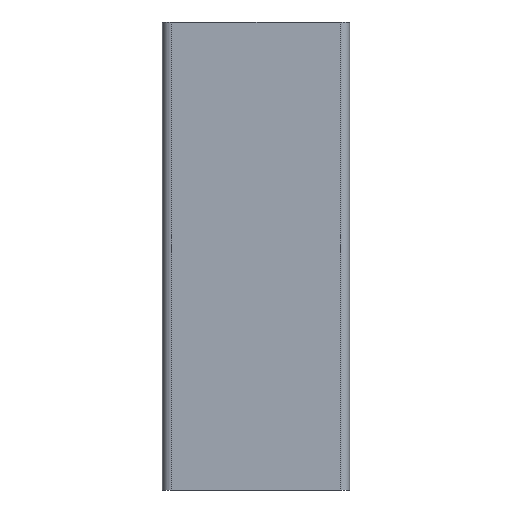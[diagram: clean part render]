
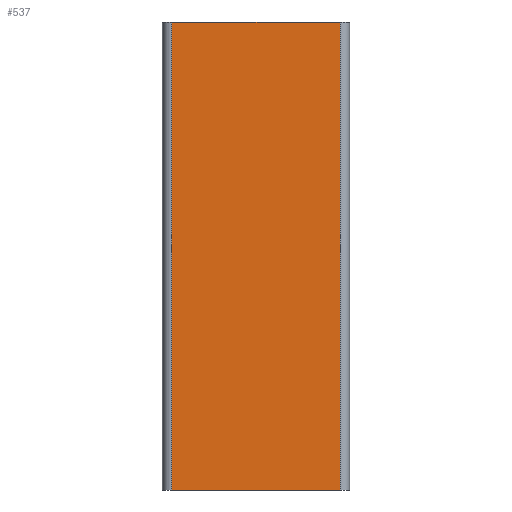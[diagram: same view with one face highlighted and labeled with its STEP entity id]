
A CAD part, front view. The second image highlights one B-rep face of the part: STEP entity #537.
In plain terms, the highlighted planar face has unit normal (0, -1, 0).
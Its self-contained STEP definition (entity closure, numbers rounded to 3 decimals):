
#85=FACE_OUTER_BOUND('',#115,.T.);
#115=EDGE_LOOP('',(#433,#434,#435,#436));
#165=LINE('',#895,#213);
#166=LINE('',#899,#214);
#167=LINE('',#901,#215);
#168=LINE('',#902,#216);
#213=VECTOR('',#733,100.);
#214=VECTOR('',#738,36.);
#215=VECTOR('',#739,100.);
#216=VECTOR('',#740,36.);
#265=VERTEX_POINT('',#892);
#266=VERTEX_POINT('',#894);
#267=VERTEX_POINT('',#898);
#268=VERTEX_POINT('',#900);
#336=EDGE_CURVE('',#266,#265,#165,.T.);
#338=EDGE_CURVE('',#265,#267,#166,.T.);
#339=EDGE_CURVE('',#268,#267,#167,.T.);
#340=EDGE_CURVE('',#266,#268,#168,.T.);
#433=ORIENTED_EDGE('',*,*,#338,.T.);
#434=ORIENTED_EDGE('',*,*,#339,.F.);
#435=ORIENTED_EDGE('',*,*,#340,.F.);
#436=ORIENTED_EDGE('',*,*,#336,.T.);
#511=PLANE('',#591);
#537=ADVANCED_FACE('',(#85),#511,.T.);
#591=AXIS2_PLACEMENT_3D('',#897,#736,#737);
#733=DIRECTION('',(0.,0.,1.));
#736=DIRECTION('center_axis',(0.,-1.,0.));
#737=DIRECTION('ref_axis',(0.,0.,-1.));
#738=DIRECTION('',(-1.,0.,0.));
#739=DIRECTION('',(0.,0.,1.));
#740=DIRECTION('',(-1.,0.,0.));
#892=CARTESIAN_POINT('',(18.,-8.25,100.));
#894=CARTESIAN_POINT('',(18.,-8.25,0.));
#895=CARTESIAN_POINT('',(18.,-8.25,0.));
#897=CARTESIAN_POINT('Origin',(18.,-8.25,0.));
#898=CARTESIAN_POINT('',(-18.,-8.25,100.));
#899=CARTESIAN_POINT('',(9.,-8.25,100.));
#900=CARTESIAN_POINT('',(-18.,-8.25,0.));
#901=CARTESIAN_POINT('',(-18.,-8.25,0.));
#902=CARTESIAN_POINT('',(9.,-8.25,0.));
